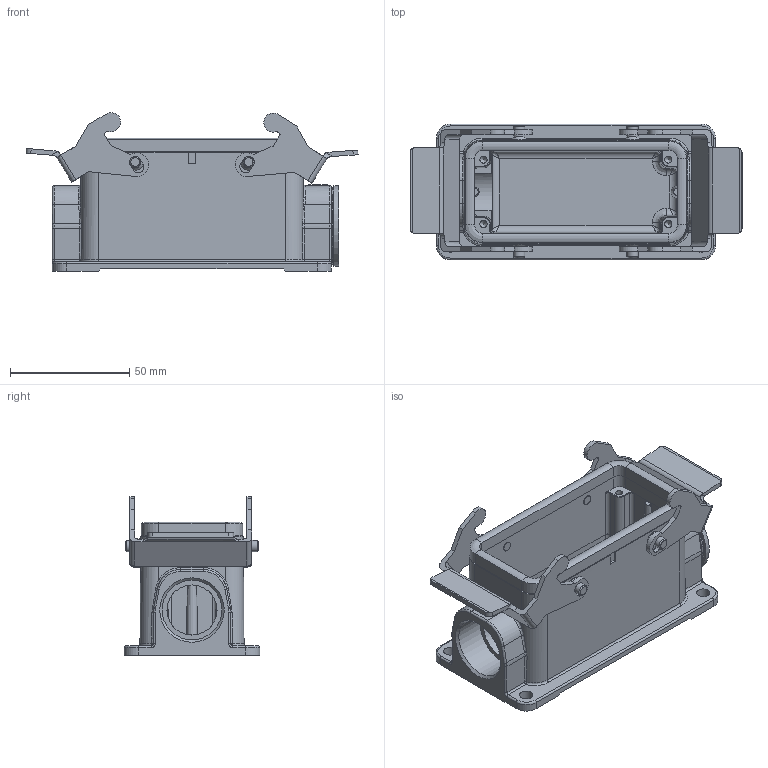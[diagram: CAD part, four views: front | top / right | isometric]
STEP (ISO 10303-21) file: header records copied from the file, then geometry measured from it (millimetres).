
FILE_DESCRIPTION((''),'2;1');
FILE_NAME('04300161263.stp','2020-07-07T14:19:01',('e.eickhoff'),(''),'Autodesk Inventor 2012','Autodesk Inventor 2012','');
FILE_SCHEMA(('AUTOMOTIVE_DESIGN { 1 0 10303 214 1 1 1 1 }'));
Length unit declared in the file: millimetre
Products named in the file (4): 04300161263; Metallbügel Quer; KBR21
Assembly tree (4 placements, depth 2):
  04300161263
    04300161263
    Metallbügel Quer  x2
    KBR21
Bounding box: 139.2 x 57 x 66.53 mm (x, y, z)
Volume: 107217.9 mm3; surface area: 56529.1 mm2
Topology: 4 solids, 4 shells, 524 faces, 1324 edges, 833 vertices
Faces by surface type: plane 259, cylinder 174, bspline 47, torus 24, cone 16, sphere 4
Full cylindrical faces by diameter (mm): 0.88 x1, 1.04 x1, 3 x4, 4 x4, 4.75 x4, 5.6 x4, 6.725 x4, 21 x1, 23.6 x1, 25 x1, 29 x1, 32 x1, 34 x1
Entity records: 15071 total; most frequent: CARTESIAN_POINT 3661, DIRECTION 2346, ORIENTED_EDGE 2238, EDGE_CURVE 1119, AXIS2_PLACEMENT_3D 839, VERTEX_POINT 724, VECTOR 668, LINE 668
